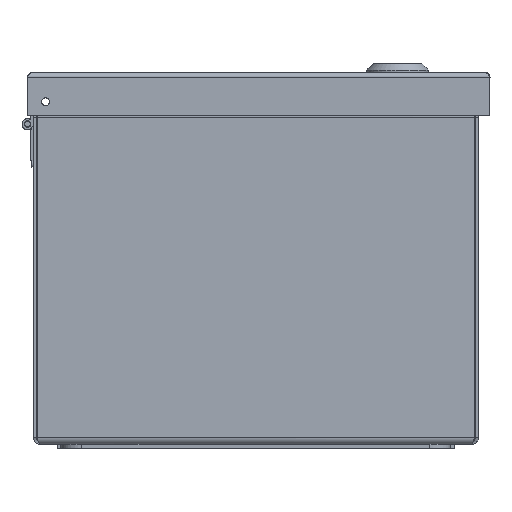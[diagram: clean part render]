
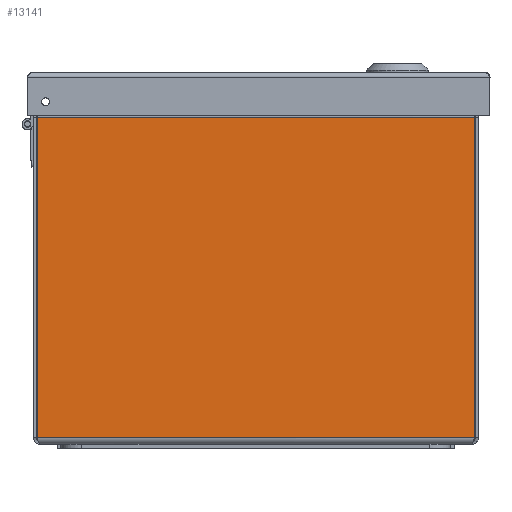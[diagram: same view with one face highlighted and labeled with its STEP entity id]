
A CAD part, left-side view. The second image highlights one B-rep face of the part: STEP entity #13141.
In plain terms, the highlighted face is planar.
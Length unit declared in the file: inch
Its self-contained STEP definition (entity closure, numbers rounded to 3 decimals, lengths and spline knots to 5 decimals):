
#1366=PLANE('',#14383);
#1906=FACE_OUTER_BOUND('',#2716,.T.);
#2716=EDGE_LOOP('',(#9965,#9966,#9967,#9968));
#3674=LINE('',#21269,#4764);
#3709=LINE('',#21588,#4799);
#3710=LINE('',#21590,#4800);
#3711=LINE('',#21591,#4801);
#4764=VECTOR('',#16652,0.3937);
#4799=VECTOR('',#16741,0.3937);
#4800=VECTOR('',#16742,0.3937);
#4801=VECTOR('',#16743,0.3937);
#5926=VERTEX_POINT('',#21257);
#5927=VERTEX_POINT('',#21268);
#5950=VERTEX_POINT('',#21587);
#5951=VERTEX_POINT('',#21589);
#7335=EDGE_CURVE('',#5927,#5926,#3674,.T.);
#7385=EDGE_CURVE('',#5950,#5926,#3709,.T.);
#7386=EDGE_CURVE('',#5950,#5951,#3710,.T.);
#7387=EDGE_CURVE('',#5927,#5951,#3711,.T.);
#9965=ORIENTED_EDGE('',*,*,#7335,.T.);
#9966=ORIENTED_EDGE('',*,*,#7385,.F.);
#9967=ORIENTED_EDGE('',*,*,#7386,.T.);
#9968=ORIENTED_EDGE('',*,*,#7387,.F.);
#13141=ADVANCED_FACE('',(#1906),#1366,.F.);
#14383=AXIS2_PLACEMENT_3D('',#21586,#16739,#16740);
#16652=DIRECTION('',(-1.,0.,0.));
#16739=DIRECTION('center_axis',(0.,1.,0.));
#16740=DIRECTION('ref_axis',(1.,0.,0.));
#16741=DIRECTION('',(0.,0.,1.));
#16742=DIRECTION('',(1.,0.,0.));
#16743=DIRECTION('',(0.,0.,-1.));
#21257=CARTESIAN_POINT('',(-3.92509,-5.,5.8785));
#21268=CARTESIAN_POINT('',(3.92509,-5.,5.8785));
#21269=CARTESIAN_POINT('',(1.96255,-5.,5.8785));
#21586=CARTESIAN_POINT('Origin',(0.,-5.,
3.00476));
#21587=CARTESIAN_POINT('',(-3.92509,-5.,0.1215));
#21588=CARTESIAN_POINT('',(-3.92509,-5.,0.1215));
#21589=CARTESIAN_POINT('',(3.92509,-5.,0.1215));
#21590=CARTESIAN_POINT('',(0.,-5.,0.1215));
#21591=CARTESIAN_POINT('',(3.92509,-5.,0.1215));
